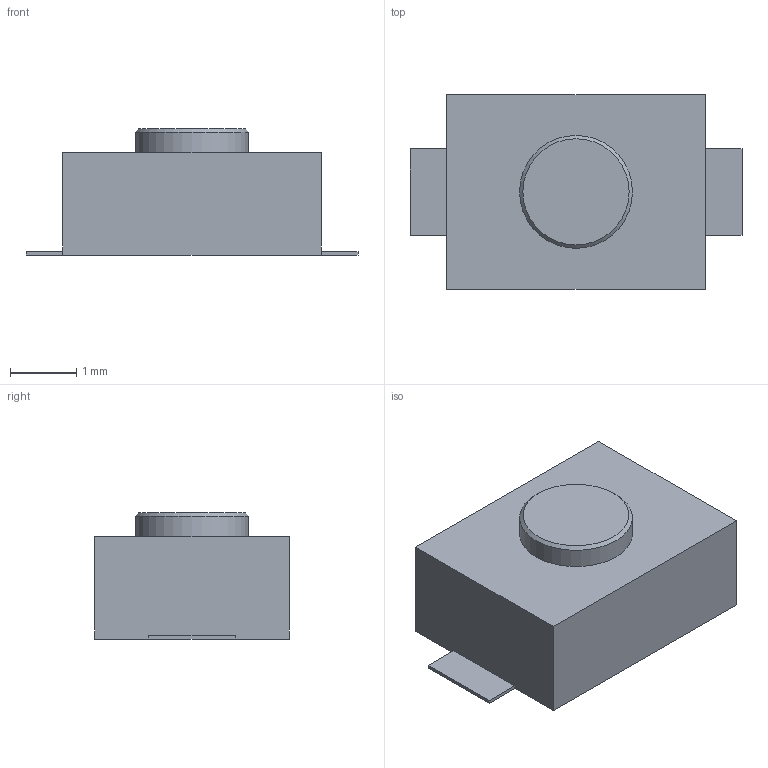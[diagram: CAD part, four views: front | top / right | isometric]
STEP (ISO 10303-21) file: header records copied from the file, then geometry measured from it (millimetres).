
FILE_DESCRIPTION(/* description */ (''),/* implementation_level */ '2;1');
FILE_NAME(/* name */ 'TS-1088R-02026.step',/* time_stamp */ '2023-09-27T00:50:19+09:00',/* author */ (''),/* organization */ (''),/* preprocessor_version */ 'ST-DEVELOPER v20',/* originating_system */ 'Autodesk Translation Framework v12.9.0.99',/* authorisation */ '');
FILE_SCHEMA (('AUTOMOTIVE_DESIGN { 1 0 10303 214 3 1 1 }'));
Length unit declared in the file: millimetre
Products named in the file (1): TS-1088R-02026
Bounding box: 5 x 2.93 x 1.9 mm (x, y, z)
Volume: 18.6 mm3; surface area: 59.4 mm2
Topology: 4 solids, 4 shells, 24 faces, 44 edges, 29 vertices
Faces by surface type: plane 21, cylinder 2, cone 1
Full cylindrical faces by diameter (mm): 1.7 x2
Entity records: 622 total; most frequent: DIRECTION 99, CARTESIAN_POINT 98, ORIENTED_EDGE 88, EDGE_CURVE 44, LINE 39, VECTOR 39, AXIS2_PLACEMENT_3D 30, VERTEX_POINT 29
